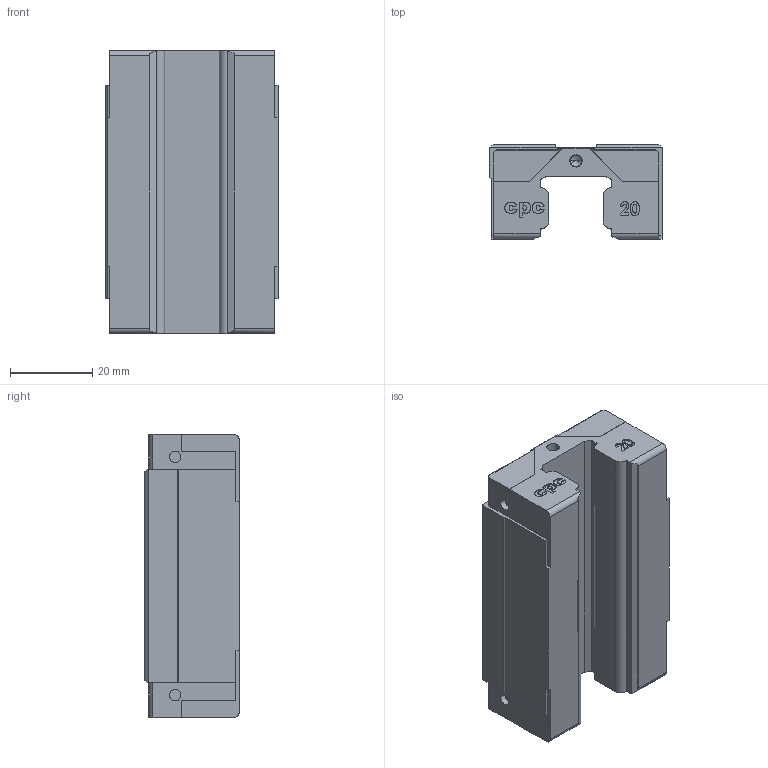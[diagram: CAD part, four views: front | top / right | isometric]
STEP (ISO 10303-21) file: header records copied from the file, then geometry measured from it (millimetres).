
FILE_DESCRIPTION (( 'STEP AP214' ), '1' );
FILE_NAME ('ARC20MN-block.STEP', '2013-03-11T11:11:56', ( 'CPC' ), ( '' ), 'SwSTEP 2.0', 'SolidWorks 2010', '' );
FILE_SCHEMA (( 'AUTOMOTIVE_DESIGN' ));
Length unit declared in the file: millimetre
Products named in the file (1): ARC20MN-block
Bounding box: 42 x 23 x 69 mm (x, y, z)
Volume: 47812.8 mm3; surface area: 13366.7 mm2
Topology: 1 solids, 1 shells, 298 faces, 790 edges, 514 vertices
Faces by surface type: plane 138, bspline 90, cylinder 50, cone 20
Entity records: 17184 total; most frequent: CARTESIAN_POINT 9995, ORIENTED_EDGE 1556, DIRECTION 1112, EDGE_CURVE 778, VERTEX_POINT 514, VECTOR 478, LINE 478, EDGE_LOOP 330
